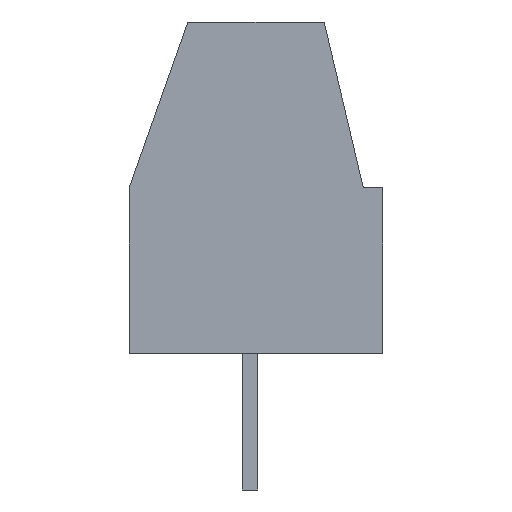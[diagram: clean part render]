
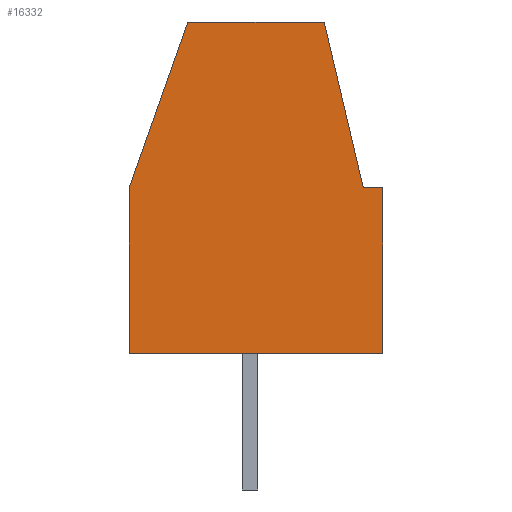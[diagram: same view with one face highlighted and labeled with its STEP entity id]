
A CAD part, left-side view. The second image highlights one B-rep face of the part: STEP entity #16332.
In plain terms, the highlighted planar face has unit normal (-1, 0, 0).
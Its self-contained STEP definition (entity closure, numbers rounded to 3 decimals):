
#15780 = VERTEX_POINT('',#15781);
#15781 = CARTESIAN_POINT('',(0.,5.,8.5));
#15798 = VERTEX_POINT('',#15799);
#15799 = CARTESIAN_POINT('',(0.,1.5,8.5));
#15805 = EDGE_CURVE('',#15798,#15780,#15806,.T.);
#15806 = LINE('',#15807,#15808);
#15807 = CARTESIAN_POINT('',(0.,1.5,8.5));
#15808 = VECTOR('',#15809,1.);
#15809 = DIRECTION('',(0.,1.,0.));
#16305 = EDGE_CURVE('',#15780,#16306,#16308,.T.);
#16306 = VERTEX_POINT('',#16307);
#16307 = CARTESIAN_POINT('',(0.,6.5,4.25));
#16308 = LINE('',#16309,#16310);
#16309 = CARTESIAN_POINT('',(0.,5.,8.5));
#16310 = VECTOR('',#16311,1.);
#16311 = DIRECTION('',(0.,0.333,-0.943));
#16332 = ADVANCED_FACE('',(#16333),#16375,.F.);
#16333 = FACE_BOUND('',#16334,.F.);
#16334 = EDGE_LOOP('',(#16335,#16336,#16344,#16352,#16360,#16368,#16374)
  );
#16335 = ORIENTED_EDGE('',*,*,#15805,.F.);
#16336 = ORIENTED_EDGE('',*,*,#16337,.F.);
#16337 = EDGE_CURVE('',#16338,#15798,#16340,.T.);
#16338 = VERTEX_POINT('',#16339);
#16339 = CARTESIAN_POINT('',(0.,0.5,4.25));
#16340 = LINE('',#16341,#16342);
#16341 = CARTESIAN_POINT('',(0.,0.5,4.25));
#16342 = VECTOR('',#16343,1.);
#16343 = DIRECTION('',(0.,0.229,0.973));
#16344 = ORIENTED_EDGE('',*,*,#16345,.F.);
#16345 = EDGE_CURVE('',#16346,#16338,#16348,.T.);
#16346 = VERTEX_POINT('',#16347);
#16347 = CARTESIAN_POINT('',(0.,0.,4.25));
#16348 = LINE('',#16349,#16350);
#16349 = CARTESIAN_POINT('',(0.,0.,4.25));
#16350 = VECTOR('',#16351,1.);
#16351 = DIRECTION('',(0.,1.,0.));
#16352 = ORIENTED_EDGE('',*,*,#16353,.F.);
#16353 = EDGE_CURVE('',#16354,#16346,#16356,.T.);
#16354 = VERTEX_POINT('',#16355);
#16355 = CARTESIAN_POINT('',(0.,0.,0.));
#16356 = LINE('',#16357,#16358);
#16357 = CARTESIAN_POINT('',(0.,0.,0.));
#16358 = VECTOR('',#16359,1.);
#16359 = DIRECTION('',(0.,0.,1.));
#16360 = ORIENTED_EDGE('',*,*,#16361,.F.);
#16361 = EDGE_CURVE('',#16362,#16354,#16364,.T.);
#16362 = VERTEX_POINT('',#16363);
#16363 = CARTESIAN_POINT('',(0.,6.5,0.));
#16364 = LINE('',#16365,#16366);
#16365 = CARTESIAN_POINT('',(0.,6.5,0.));
#16366 = VECTOR('',#16367,1.);
#16367 = DIRECTION('',(0.,-1.,0.));
#16368 = ORIENTED_EDGE('',*,*,#16369,.F.);
#16369 = EDGE_CURVE('',#16306,#16362,#16370,.T.);
#16370 = LINE('',#16371,#16372);
#16371 = CARTESIAN_POINT('',(0.,6.5,4.25));
#16372 = VECTOR('',#16373,1.);
#16373 = DIRECTION('',(0.,0.,-1.));
#16374 = ORIENTED_EDGE('',*,*,#16305,.F.);
#16375 = PLANE('',#16376);
#16376 = AXIS2_PLACEMENT_3D('',#16377,#16378,#16379);
#16377 = CARTESIAN_POINT('',(0.,3.248,3.821));
#16378 = DIRECTION('',(1.,0.,0.));
#16379 = DIRECTION('',(0.,0.,1.));
